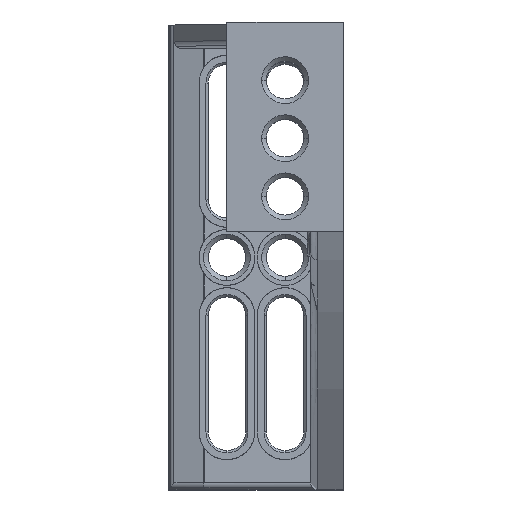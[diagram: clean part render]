
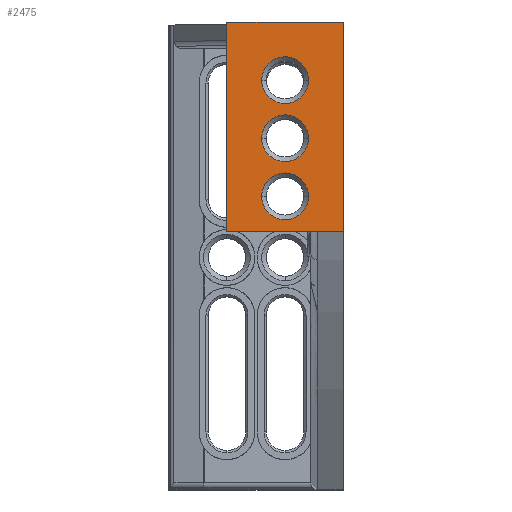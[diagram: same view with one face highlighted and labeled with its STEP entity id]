
A CAD part, top view. The second image highlights one B-rep face of the part: STEP entity #2475.
In plain terms, the highlighted planar face has unit normal (0, 0, 1).
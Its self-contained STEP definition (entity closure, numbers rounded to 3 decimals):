
#2475=ADVANCED_FACE('',(#5936,#5937,#5938,#5939),#5940,.T.);
#5936=FACE_OUTER_BOUND('',#10391,.T.);
#5937=FACE_BOUND('',#10392,.T.);
#5938=FACE_BOUND('',#10393,.T.);
#5939=FACE_BOUND('',#10394,.T.);
#5940=PLANE('',#10395);
#10391=EDGE_LOOP('',(#18482,#18483,#18484,#18485));
#10392=EDGE_LOOP('',(#18486,#18487));
#10393=EDGE_LOOP('',(#18488,#18489));
#10394=EDGE_LOOP('',(#18490,#18491));
#10395=AXIS2_PLACEMENT_3D('',#18492,#18493,#18494);
#18482=ORIENTED_EDGE('',*,*,#26929,.T.);
#18483=ORIENTED_EDGE('',*,*,#27001,.F.);
#18484=ORIENTED_EDGE('',*,*,#28326,.F.);
#18485=ORIENTED_EDGE('',*,*,#26530,.T.);
#18486=ORIENTED_EDGE('',*,*,#28948,.T.);
#18487=ORIENTED_EDGE('',*,*,#28949,.T.);
#18488=ORIENTED_EDGE('',*,*,#28950,.T.);
#18489=ORIENTED_EDGE('',*,*,#27788,.T.);
#18490=ORIENTED_EDGE('',*,*,#28951,.T.);
#18491=ORIENTED_EDGE('',*,*,#26719,.T.);
#18492=CARTESIAN_POINT('',(-135.0,-60.0,500.0));
#18493=DIRECTION('',(0.,0.,1.0));
#18494=DIRECTION('',(1.0,0.,0.0));
#26530=EDGE_CURVE('',#31972,#31970,#31973,.T.);
#26719=EDGE_CURVE('',#32299,#32303,#32305,.T.);
#26929=EDGE_CURVE('',#31970,#32658,#32660,.T.);
#27001=EDGE_CURVE('',#32792,#32658,#32794,.T.);
#27788=EDGE_CURVE('',#34060,#34064,#34066,.T.);
#28326=EDGE_CURVE('',#31972,#32792,#34866,.T.);
#28948=EDGE_CURVE('',#35811,#35812,#35813,.T.);
#28949=EDGE_CURVE('',#35812,#35811,#35814,.T.);
#28950=EDGE_CURVE('',#34064,#34060,#35815,.T.);
#28951=EDGE_CURVE('',#32303,#32299,#35816,.T.);
#31970=VERTEX_POINT('',#39440);
#31972=VERTEX_POINT('',#39443);
#31973=LINE('',#39444,#39445);
#32299=VERTEX_POINT('',#39851);
#32303=VERTEX_POINT('',#39856);
#32305=CIRCLE('',#39859,10.05);
#32658=VERTEX_POINT('',#40377);
#32660=LINE('',#40380,#40381);
#32792=VERTEX_POINT('',#40525);
#32794=LINE('',#40528,#40529);
#34060=VERTEX_POINT('',#42087);
#34064=VERTEX_POINT('',#42092);
#34066=CIRCLE('',#42095,10.05);
#34866=LINE('',#43088,#43089);
#35811=VERTEX_POINT('',#44452);
#35812=VERTEX_POINT('',#44453);
#35813=CIRCLE('',#44454,10.05);
#35814=CIRCLE('',#44455,10.05);
#35815=CIRCLE('',#44456,10.05);
#35816=CIRCLE('',#44457,10.05);
#39440=CARTESIAN_POINT('',(-150.0,-136.0,500.0));
#39443=CARTESIAN_POINT('',(-150.0,-46.0,500.0));
#39444=CARTESIAN_POINT('',(-150.0,-46.,500.0));
#39445=VECTOR('',#48808,1.0);
#39851=CARTESIAN_POINT('',(-114.95,-121.0,500.0));
#39856=CARTESIAN_POINT('',(-135.05,-121.0,500.0));
#39859=AXIS2_PLACEMENT_3D('',#49104,#49105,#49106);
#40377=CARTESIAN_POINT('',(-100.0,-136.0,500.0));
#40380=CARTESIAN_POINT('',(-150.0,-136.0,500.0));
#40381=VECTOR('',#49441,1.0);
#40525=CARTESIAN_POINT('',(-100.0,-46.,500.0));
#40528=CARTESIAN_POINT('',(-100.0,-46.,500.0));
#40529=VECTOR('',#49617,1.0);
#42087=CARTESIAN_POINT('',(-114.95,-96.,500.0));
#42092=CARTESIAN_POINT('',(-135.05,-96.0,500.0));
#42095=AXIS2_PLACEMENT_3D('',#50970,#50971,#50972);
#43088=CARTESIAN_POINT('',(-150.0,-46.0,500.0));
#43089=VECTOR('',#51808,1.0);
#44452=CARTESIAN_POINT('',(-135.05,-71.0,500.0));
#44453=CARTESIAN_POINT('',(-114.95,-71.0,500.0));
#44454=AXIS2_PLACEMENT_3D('',#53005,#53006,#53007);
#44455=AXIS2_PLACEMENT_3D('',#53008,#53009,#53010);
#44456=AXIS2_PLACEMENT_3D('',#53011,#53012,#53013);
#44457=AXIS2_PLACEMENT_3D('',#53014,#53015,#53016);
#48808=DIRECTION('',(0.,-1.0,0.));
#49104=CARTESIAN_POINT('',(-125.0,-121.0,500.0));
#49105=DIRECTION('',(0.,0.,-1.0));
#49106=DIRECTION('',(1.0,0.,0.));
#49441=DIRECTION('',(1.0,0.,0.));
#49617=DIRECTION('',(0.,-1.0,0.));
#50970=CARTESIAN_POINT('',(-125.0,-96.,500.0));
#50971=DIRECTION('',(0.,0.,-1.0));
#50972=DIRECTION('',(1.0,0.,0.));
#51808=DIRECTION('',(1.0,0.,0.0));
#53005=CARTESIAN_POINT('',(-125.0,-71.0,500.0));
#53006=DIRECTION('',(0.,0.,-1.0));
#53007=DIRECTION('',(1.0,0.,0.));
#53008=CARTESIAN_POINT('',(-125.0,-71.0,500.0));
#53009=DIRECTION('',(0.,0.,-1.0));
#53010=DIRECTION('',(1.0,0.,0.));
#53011=CARTESIAN_POINT('',(-125.0,-96.,500.0));
#53012=DIRECTION('',(0.,0.,-1.0));
#53013=DIRECTION('',(1.0,0.,0.));
#53014=CARTESIAN_POINT('',(-125.0,-121.0,500.0));
#53015=DIRECTION('',(0.,0.,-1.0));
#53016=DIRECTION('',(1.0,0.,0.));
